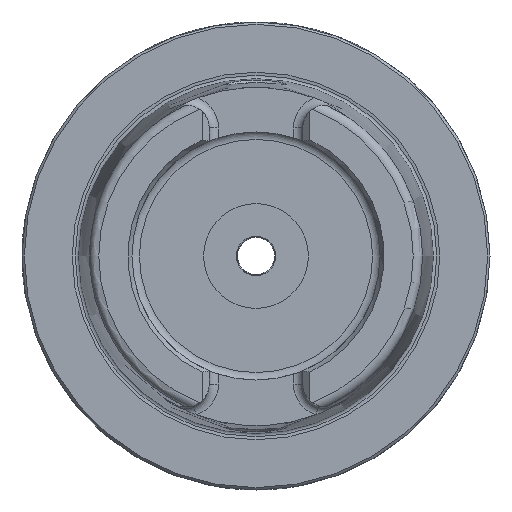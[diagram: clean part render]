
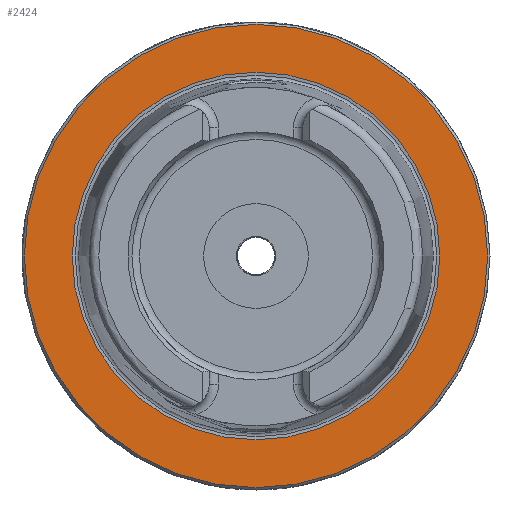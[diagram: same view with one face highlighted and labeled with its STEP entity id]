
A CAD part, left-side view. The second image highlights one B-rep face of the part: STEP entity #2424.
In plain terms, the highlighted planar face has unit normal (-1, 0, 0).
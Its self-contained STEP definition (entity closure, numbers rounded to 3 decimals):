
#458=FACE_BOUND('',#741,.T.);
#590=FACE_OUTER_BOUND('',#740,.T.);
#740=EDGE_LOOP('',(#2215));
#741=EDGE_LOOP('',(#2216));
#892=CIRCLE('',#2727,39.275);
#893=CIRCLE('',#2729,49.5);
#1144=VERTEX_POINT('',#5396);
#1145=VERTEX_POINT('',#5400);
#1506=EDGE_CURVE('',#1144,#1144,#892,.T.);
#1507=EDGE_CURVE('',#1145,#1145,#893,.T.);
#2215=ORIENTED_EDGE('',*,*,#1507,.F.);
#2216=ORIENTED_EDGE('',*,*,#1506,.T.);
#2300=PLANE('',#2728);
#2424=ADVANCED_FACE('',(#590,#458),#2300,.T.);
#2727=AXIS2_PLACEMENT_3D('',#5398,#3406,#3407);
#2728=AXIS2_PLACEMENT_3D('',#5399,#3408,#3409);
#2729=AXIS2_PLACEMENT_3D('',#5401,#3410,#3411);
#3406=DIRECTION('center_axis',(1.,0.,0.));
#3407=DIRECTION('ref_axis',(0.,0.,-1.));
#3408=DIRECTION('center_axis',(-1.,0.,0.));
#3409=DIRECTION('ref_axis',(0.,0.,1.));
#3410=DIRECTION('center_axis',(1.,0.,0.));
#3411=DIRECTION('ref_axis',(0.,0.,-1.));
#5396=CARTESIAN_POINT('',(0.,-39.275,0.));
#5398=CARTESIAN_POINT('Origin',(0.,0.,0.));
#5399=CARTESIAN_POINT('Origin',(0.,49.5,0.));
#5400=CARTESIAN_POINT('',(0.,-49.5,0.));
#5401=CARTESIAN_POINT('Origin',(0.,0.,0.));
